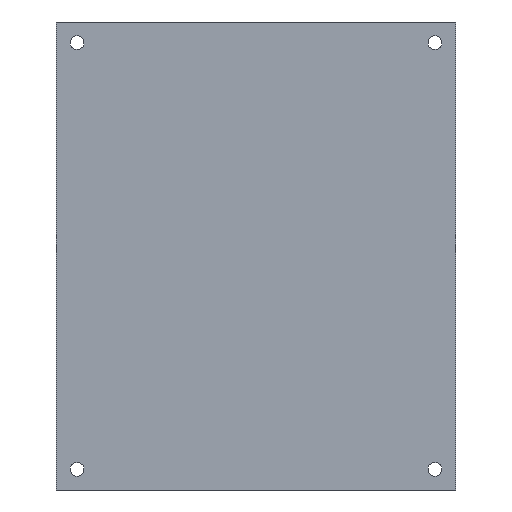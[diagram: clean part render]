
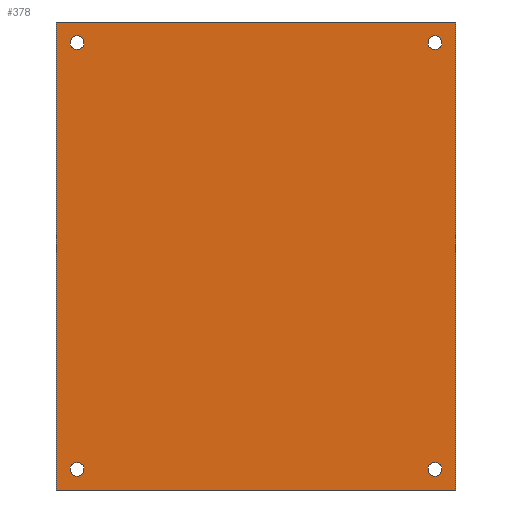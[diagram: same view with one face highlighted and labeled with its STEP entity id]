
A CAD part, front view. The second image highlights one B-rep face of the part: STEP entity #378.
In plain terms, the highlighted planar face has unit normal (0, -1, 0).
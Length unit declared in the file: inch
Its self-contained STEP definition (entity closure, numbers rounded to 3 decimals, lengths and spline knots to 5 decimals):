
#1 = CARTESIAN_POINT ( 'NONE',  ( 6.5, 0., 7.5 ) ) ;
#2 = LINE ( 'NONE', #162, #114 ) ;
#8 = EDGE_CURVE ( 'NONE', #444, #366, #2, .T. ) ;
#13 = DIRECTION ( 'NONE',  ( 0., 0., 1. ) ) ;
#15 = AXIS2_PLACEMENT_3D ( 'NONE', #292, #457, #160 ) ;
#21 = AXIS2_PLACEMENT_3D ( 'NONE', #335, #505, #376 ) ;
#24 = CIRCLE ( 'NONE', #92, 0.25 ) ;
#25 = VERTEX_POINT ( 'NONE', #449 ) ;
#26 = CARTESIAN_POINT ( 'NONE',  ( -7.25, 0., -8.5 ) ) ;
#34 = CARTESIAN_POINT ( 'NONE',  ( -6.5, 0., 7.75 ) ) ;
#40 = DIRECTION ( 'NONE',  ( 0., 0., -1. ) ) ;
#45 = LINE ( 'NONE', #209, #50 ) ;
#50 = VECTOR ( 'NONE', #106, 39.37008 ) ;
#51 = CIRCLE ( 'NONE', #350, 0.25 ) ;
#59 = LINE ( 'NONE', #26, #158 ) ;
#61 = VERTEX_POINT ( 'NONE', #465 ) ;
#68 = CARTESIAN_POINT ( 'NONE',  ( 6.5, 0., -8. ) ) ;
#76 = DIRECTION ( 'NONE',  ( 0., -1., 0. ) ) ;
#82 = DIRECTION ( 'NONE',  ( 0., 0., -1. ) ) ;
#86 = FACE_OUTER_BOUND ( 'NONE', #265, .T. ) ;
#92 = AXIS2_PLACEMENT_3D ( 'NONE', #285, #459, #82 ) ;
#93 = CIRCLE ( 'NONE', #161, 0.25 ) ;
#97 = DIRECTION ( 'NONE',  ( -1., 0., 0. ) ) ;
#99 = ORIENTED_EDGE ( 'NONE', *, *, #8, .F. ) ;
#103 = DIRECTION ( 'NONE',  ( 0., -1., 0. ) ) ;
#105 = ORIENTED_EDGE ( 'NONE', *, *, #507, .F. ) ;
#106 = DIRECTION ( 'NONE',  ( 0., 0., -1. ) ) ;
#112 = DIRECTION ( 'NONE',  ( 0., -1., 0. ) ) ;
#114 = VECTOR ( 'NONE', #120, 39.37008 ) ;
#120 = DIRECTION ( 'NONE',  ( 1., 0., 0. ) ) ;
#128 = CARTESIAN_POINT ( 'NONE',  ( -6.5, 0., -8. ) ) ;
#129 = EDGE_CURVE ( 'NONE', #25, #444, #470, .T. ) ;
#131 = CIRCLE ( 'NONE', #435, 0.25 ) ;
#133 = CIRCLE ( 'NONE', #438, 0.25 ) ;
#142 = VERTEX_POINT ( 'NONE', #380 ) ;
#144 = VERTEX_POINT ( 'NONE', #424 ) ;
#153 = CARTESIAN_POINT ( 'NONE',  ( 6.5, 0., -7.5 ) ) ;
#158 = VECTOR ( 'NONE', #97, 39.37008 ) ;
#160 = DIRECTION ( 'NONE',  ( 0., 0., -1. ) ) ;
#161 = AXIS2_PLACEMENT_3D ( 'NONE', #412, #316, #402 ) ;
#162 = CARTESIAN_POINT ( 'NONE',  ( -7.25, 0., 8.5 ) ) ;
#178 = EDGE_CURVE ( 'NONE', #144, #314, #24, .T. ) ;
#180 = ORIENTED_EDGE ( 'NONE', *, *, #221, .F. ) ;
#182 = EDGE_LOOP ( 'NONE', ( #346, #454 ) ) ;
#189 = CARTESIAN_POINT ( 'NONE',  ( 6.5, 0., -7.75 ) ) ;
#196 = DIRECTION ( 'NONE',  ( 0., 0., -1. ) ) ;
#197 = ORIENTED_EDGE ( 'NONE', *, *, #372, .F. ) ;
#209 = CARTESIAN_POINT ( 'NONE',  ( 7.25, 0., 8.5 ) ) ;
#211 = EDGE_CURVE ( 'NONE', #366, #142, #45, .T. ) ;
#213 = FACE_BOUND ( 'NONE', #484, .T. ) ;
#215 = CIRCLE ( 'NONE', #518, 0.25 ) ;
#221 = EDGE_CURVE ( 'NONE', #142, #25, #59, .T. ) ;
#228 = VERTEX_POINT ( 'NONE', #68 ) ;
#238 = EDGE_LOOP ( 'NONE', ( #349, #105 ) ) ;
#240 = CARTESIAN_POINT ( 'NONE',  ( 6.5, 0., -7.75 ) ) ;
#243 = FACE_BOUND ( 'NONE', #519, .T. ) ;
#245 = PLANE ( 'NONE',  #21 ) ;
#246 = EDGE_CURVE ( 'NONE', #525, #228, #133, .T. ) ;
#248 = FACE_BOUND ( 'NONE', #182, .T. ) ;
#265 = EDGE_LOOP ( 'NONE', ( #180, #410, #99, #431 ) ) ;
#279 = CIRCLE ( 'NONE', #425, 0.25 ) ;
#283 = CARTESIAN_POINT ( 'NONE',  ( 7.25, 0., 8.5 ) ) ;
#285 = CARTESIAN_POINT ( 'NONE',  ( -6.5, 0., 7.75 ) ) ;
#287 = DIRECTION ( 'NONE',  ( 0., -1., 0. ) ) ;
#289 = DIRECTION ( 'NONE',  ( 0., 0., -1. ) ) ;
#292 = CARTESIAN_POINT ( 'NONE',  ( -6.5, 0., -7.75 ) ) ;
#308 = ORIENTED_EDGE ( 'NONE', *, *, #527, .F. ) ;
#314 = VERTEX_POINT ( 'NONE', #434 ) ;
#316 = DIRECTION ( 'NONE',  ( 0., -1., 0. ) ) ;
#328 = CARTESIAN_POINT ( 'NONE',  ( -7.25, 0., 8.5 ) ) ;
#335 = CARTESIAN_POINT ( 'NONE',  ( -7.25, 0., 8.5 ) ) ;
#336 = CARTESIAN_POINT ( 'NONE',  ( -7.25, 0., 8.5 ) ) ;
#342 = VECTOR ( 'NONE', #13, 39.37008 ) ;
#345 = CARTESIAN_POINT ( 'NONE',  ( -6.5, 0., -7.5 ) ) ;
#346 = ORIENTED_EDGE ( 'NONE', *, *, #502, .F. ) ;
#349 = ORIENTED_EDGE ( 'NONE', *, *, #178, .F. ) ;
#350 = AXIS2_PLACEMENT_3D ( 'NONE', #34, #112, #448 ) ;
#351 = ORIENTED_EDGE ( 'NONE', *, *, #246, .F. ) ;
#353 = VERTEX_POINT ( 'NONE', #345 ) ;
#361 = EDGE_CURVE ( 'NONE', #61, #427, #131, .T. ) ;
#366 = VERTEX_POINT ( 'NONE', #283 ) ;
#372 = EDGE_CURVE ( 'NONE', #403, #353, #483, .T. ) ;
#376 = DIRECTION ( 'NONE',  ( 0., 0., 1. ) ) ;
#378 = ADVANCED_FACE ( 'NONE', ( #86, #243, #415, #213, #248 ), #245, .F. ) ;
#380 = CARTESIAN_POINT ( 'NONE',  ( 7.25, 0., -8.5 ) ) ;
#402 = DIRECTION ( 'NONE',  ( 0., 0., -1. ) ) ;
#403 = VERTEX_POINT ( 'NONE', #128 ) ;
#409 = DIRECTION ( 'NONE',  ( 0., -1., 0. ) ) ;
#410 = ORIENTED_EDGE ( 'NONE', *, *, #211, .F. ) ;
#412 = CARTESIAN_POINT ( 'NONE',  ( -6.5, 0., -7.75 ) ) ;
#415 = FACE_BOUND ( 'NONE', #238, .T. ) ;
#420 = CARTESIAN_POINT ( 'NONE',  ( 6.5, 0., 7.75 ) ) ;
#424 = CARTESIAN_POINT ( 'NONE',  ( -6.5, 0., 7.5 ) ) ;
#425 = AXIS2_PLACEMENT_3D ( 'NONE', #240, #409, #196 ) ;
#427 = VERTEX_POINT ( 'NONE', #1 ) ;
#431 = ORIENTED_EDGE ( 'NONE', *, *, #129, .F. ) ;
#434 = CARTESIAN_POINT ( 'NONE',  ( -6.5, 0., 8. ) ) ;
#435 = AXIS2_PLACEMENT_3D ( 'NONE', #420, #287, #289 ) ;
#438 = AXIS2_PLACEMENT_3D ( 'NONE', #189, #103, #517 ) ;
#444 = VERTEX_POINT ( 'NONE', #328 ) ;
#448 = DIRECTION ( 'NONE',  ( 0., 0., -1. ) ) ;
#449 = CARTESIAN_POINT ( 'NONE',  ( -7.25, 0., -8.5 ) ) ;
#454 = ORIENTED_EDGE ( 'NONE', *, *, #361, .F. ) ;
#457 = DIRECTION ( 'NONE',  ( 0., -1., 0. ) ) ;
#459 = DIRECTION ( 'NONE',  ( 0., -1., 0. ) ) ;
#465 = CARTESIAN_POINT ( 'NONE',  ( 6.5, 0., 8. ) ) ;
#470 = LINE ( 'NONE', #336, #342 ) ;
#477 = EDGE_CURVE ( 'NONE', #353, #403, #93, .T. ) ;
#483 = CIRCLE ( 'NONE', #15, 0.25 ) ;
#484 = EDGE_LOOP ( 'NONE', ( #308, #351 ) ) ;
#502 = EDGE_CURVE ( 'NONE', #427, #61, #215, .T. ) ;
#505 = DIRECTION ( 'NONE',  ( 0., 1., 0. ) ) ;
#507 = EDGE_CURVE ( 'NONE', #314, #144, #51, .T. ) ;
#516 = ORIENTED_EDGE ( 'NONE', *, *, #477, .F. ) ;
#517 = DIRECTION ( 'NONE',  ( 0., 0., -1. ) ) ;
#518 = AXIS2_PLACEMENT_3D ( 'NONE', #534, #76, #40 ) ;
#519 = EDGE_LOOP ( 'NONE', ( #197, #516 ) ) ;
#525 = VERTEX_POINT ( 'NONE', #153 ) ;
#527 = EDGE_CURVE ( 'NONE', #228, #525, #279, .T. ) ;
#534 = CARTESIAN_POINT ( 'NONE',  ( 6.5, 0., 7.75 ) ) ;
